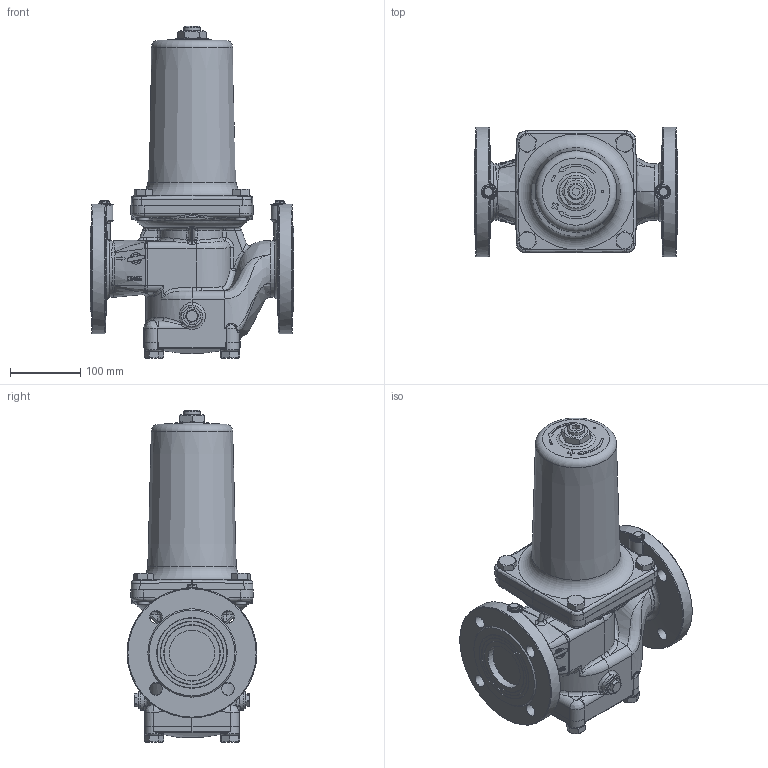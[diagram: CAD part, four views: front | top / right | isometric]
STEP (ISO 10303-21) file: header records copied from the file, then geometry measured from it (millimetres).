
FILE_DESCRIPTION(/* description */ (''),/* implementation_level */ '2;1');
FILE_NAME(/* name */ '080808-54380.stp',/* time_stamp */ '2021-06-09T12:35:45+02:00',/* author */ ('gninka'),/* organization */ (''),/* preprocessor_version */ 'ST-DEVELOPER v18.1',/* originating_system */ 'Autodesk Inventor 2021',/* authorisation */ '');
FILE_SCHEMA (('AUTOMOTIVE_DESIGN { 1 0 10303 214 3 1 1 }'));
Length unit declared in the file: millimetre
Products named in the file (1): 080808-54380.20210607_step
Bounding box: 290 x 185 x 473.5 mm (x, y, z)
Volume: 8027811.7 mm3; surface area: 444385.6 mm2
Topology: 1 solids, 14 shells, 1075 faces, 2588 edges, 1580 vertices
Faces by surface type: bspline 353, plane 320, cylinder 195, cone 130, torus 50, sphere 27
Full cylindrical faces by diameter (mm): 3 x1, 11.45 x2, 13.835 x4, 14.917 x8, 16 x12, 16.5 x2, 17.5 x8, 18 x8, 18.5 x4, 20 x2, 22 x8, 24 x1, 25 x2, 26 x4, 65 x2, 81 x1, 104.73 x1, 119.44 x1, 185 x2
Entity records: 44014 total; most frequent: CARTESIAN_POINT 21525, ORIENTED_EDGE 5128, DIRECTION 3878, EDGE_CURVE 2564, VERTEX_POINT 1580, AXIS2_PLACEMENT_3D 1552, EDGE_LOOP 1180, FACE_OUTER_BOUND 1075
